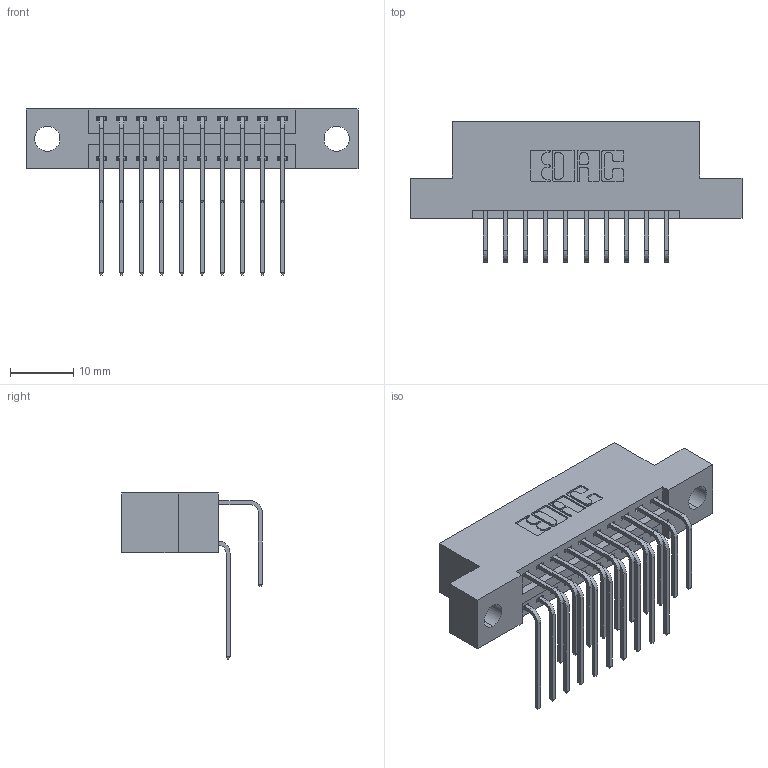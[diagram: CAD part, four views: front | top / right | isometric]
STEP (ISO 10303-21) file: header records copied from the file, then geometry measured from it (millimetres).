
FILE_DESCRIPTION (( 'STEP AP203' ), '1' );
FILE_NAME ('396-020-558-204.STEP', '2018-09-01T06:38:33', ( '' ), ( '' ), 'SwSTEP 2.0', 'SolidWorks 2016', '' );
FILE_SCHEMA (( 'CONFIG_CONTROL_DESIGN' ));
Length unit declared in the file: inch
Products named in the file (4): 346 Part_Flush Mounting Lugs - 0.156 Dia-TH; 345-292-001_558 559 Tail - 1; 345-292-001_558 Tail - 2; 396-020-558-204
Assembly tree (21 placements, depth 2):
  396-020-558-204
    346 Part_Flush Mounting Lugs - 0.156 Dia-TH
    345-292-001_558 559 Tail - 1  x10
    345-292-001_558 Tail - 2  x10
Bounding box: 52.32 x 22.16 x 26.16 mm (x, y, z)
Volume: 4881.2 mm3; surface area: 6573.4 mm2
Topology: 21 solids, 21 shells, 1202 faces, 3549 edges, 2338 vertices
Faces by surface type: plane 816, cylinder 386
Entity records: 12621 total; most frequent: CARTESIAN_POINT 2175, ORIENTED_EDGE 2058, DIRECTION 1941, EDGE_CURVE 1029, LINE 817, VECTOR 817, VERTEX_POINT 682, AXIS2_PLACEMENT_3D 562
